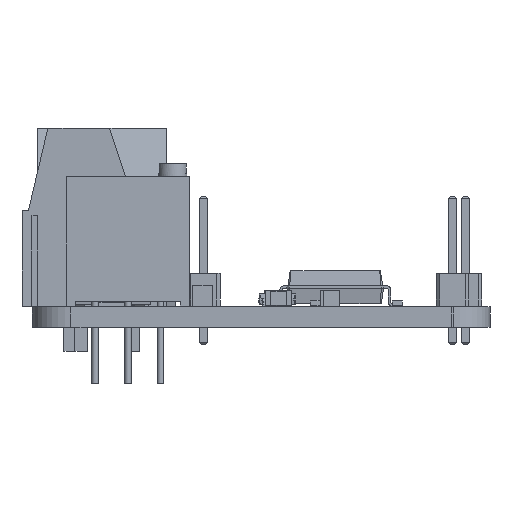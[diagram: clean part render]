
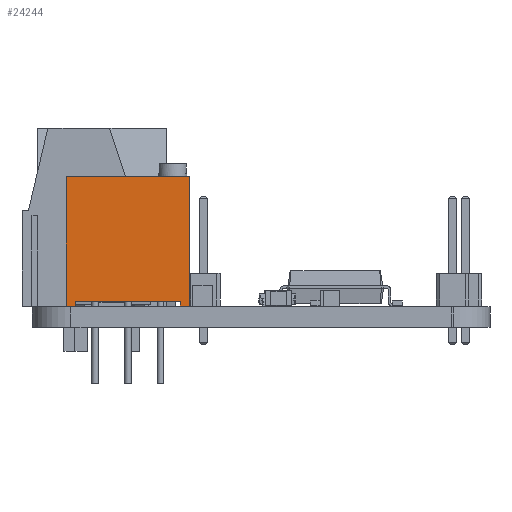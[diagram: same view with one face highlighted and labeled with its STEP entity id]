
A CAD part, front view. The second image highlights one B-rep face of the part: STEP entity #24244.
In plain terms, the highlighted planar face has unit normal (0, -1, 0).
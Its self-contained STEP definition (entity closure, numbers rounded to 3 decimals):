
#23806 = EDGE_CURVE('',#23807,#23809,#23811,.T.);
#23807 = VERTEX_POINT('',#23808);
#23808 = CARTESIAN_POINT('',(-7.305,-2.42,10.03));
#23809 = VERTEX_POINT('',#23810);
#23810 = CARTESIAN_POINT('',(2.225,-2.42,10.03));
#23811 = LINE('',#23812,#23813);
#23812 = CARTESIAN_POINT('',(-7.305,-2.42,10.03));
#23813 = VECTOR('',#23814,1.);
#23814 = DIRECTION('',(1.,0.,0.));
#23937 = EDGE_CURVE('',#23809,#23938,#23940,.T.);
#23938 = VERTEX_POINT('',#23939);
#23939 = CARTESIAN_POINT('',(2.225,-2.42,0.));
#23940 = LINE('',#23941,#23942);
#23941 = CARTESIAN_POINT('',(2.225,-2.42,1.));
#23942 = VECTOR('',#23943,1.);
#23943 = DIRECTION('',(0.,0.,-1.));
#24002 = VERTEX_POINT('',#24003);
#24003 = CARTESIAN_POINT('',(1.525,-2.42,0.));
#24018 = VERTEX_POINT('',#24019);
#24019 = CARTESIAN_POINT('',(1.525,-2.42,0.38));
#24025 = EDGE_CURVE('',#24018,#24002,#24026,.T.);
#24026 = LINE('',#24027,#24028);
#24027 = CARTESIAN_POINT('',(1.525,-2.42,1.));
#24028 = VECTOR('',#24029,1.);
#24029 = DIRECTION('',(0.,0.,-1.));
#24039 = EDGE_CURVE('',#24040,#24018,#24042,.T.);
#24040 = VERTEX_POINT('',#24041);
#24041 = CARTESIAN_POINT('',(-6.605,-2.42,0.38));
#24042 = LINE('',#24043,#24044);
#24043 = CARTESIAN_POINT('',(-7.305,-2.42,0.38));
#24044 = VECTOR('',#24045,1.);
#24045 = DIRECTION('',(1.,0.,0.));
#24099 = VERTEX_POINT('',#24100);
#24100 = CARTESIAN_POINT('',(-6.605,-2.42,0.));
#24122 = EDGE_CURVE('',#24040,#24099,#24123,.T.);
#24123 = LINE('',#24124,#24125);
#24124 = CARTESIAN_POINT('',(-6.605,-2.42,1.));
#24125 = VECTOR('',#24126,1.);
#24126 = DIRECTION('',(0.,0.,-1.));
#24186 = VERTEX_POINT('',#24187);
#24187 = CARTESIAN_POINT('',(-7.305,-2.42,0.));
#24193 = EDGE_CURVE('',#23807,#24186,#24194,.T.);
#24194 = LINE('',#24195,#24196);
#24195 = CARTESIAN_POINT('',(-7.305,-2.42,1.));
#24196 = VECTOR('',#24197,1.);
#24197 = DIRECTION('',(0.,0.,-1.));
#24244 = ADVANCED_FACE('',(#24245),#24265,.T.);
#24245 = FACE_BOUND('',#24246,.T.);
#24246 = EDGE_LOOP('',(#24247,#24248,#24249,#24255,#24256,#24257,#24258,
    #24264));
#24247 = ORIENTED_EDGE('',*,*,#23806,.F.);
#24248 = ORIENTED_EDGE('',*,*,#24193,.T.);
#24249 = ORIENTED_EDGE('',*,*,#24250,.T.);
#24250 = EDGE_CURVE('',#24186,#24099,#24251,.T.);
#24251 = LINE('',#24252,#24253);
#24252 = CARTESIAN_POINT('',(-7.305,-2.42,0.));
#24253 = VECTOR('',#24254,1.);
#24254 = DIRECTION('',(1.,0.,0.));
#24255 = ORIENTED_EDGE('',*,*,#24122,.F.);
#24256 = ORIENTED_EDGE('',*,*,#24039,.T.);
#24257 = ORIENTED_EDGE('',*,*,#24025,.T.);
#24258 = ORIENTED_EDGE('',*,*,#24259,.T.);
#24259 = EDGE_CURVE('',#24002,#23938,#24260,.T.);
#24260 = LINE('',#24261,#24262);
#24261 = CARTESIAN_POINT('',(1.525,-2.42,0.));
#24262 = VECTOR('',#24263,1.);
#24263 = DIRECTION('',(1.,0.,0.));
#24264 = ORIENTED_EDGE('',*,*,#23937,.F.);
#24265 = PLANE('',#24266);
#24266 = AXIS2_PLACEMENT_3D('',#24267,#24268,#24269);
#24267 = CARTESIAN_POINT('',(-2.54,-2.42,5.001));
#24268 = DIRECTION('',(0.,-1.,0.));
#24269 = DIRECTION('',(1.,0.,0.));
